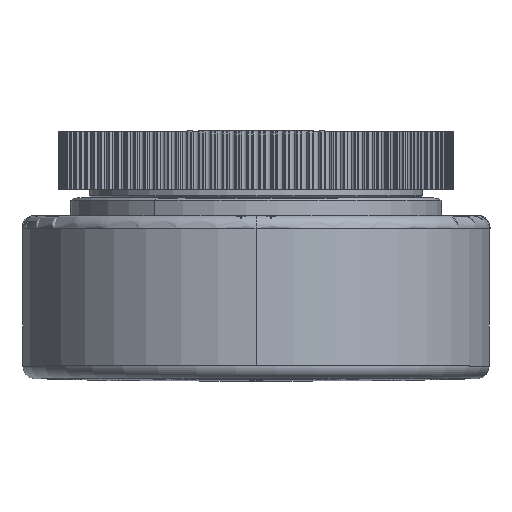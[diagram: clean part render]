
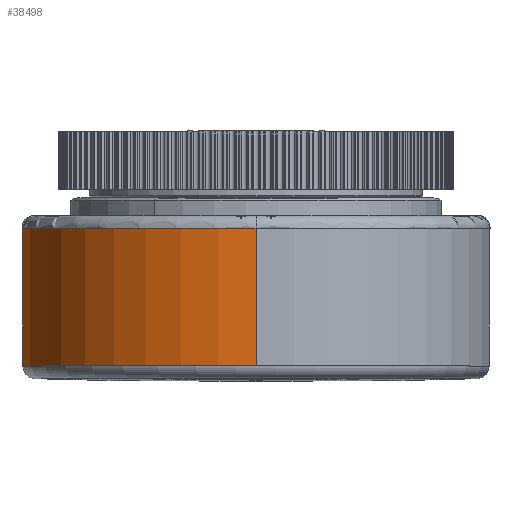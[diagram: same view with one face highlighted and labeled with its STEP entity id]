
A CAD part, top view. The second image highlights one B-rep face of the part: STEP entity #38498.
In plain terms, the highlighted cylindrical face has radius 56 mm (diameter 112 mm), a partial arc.
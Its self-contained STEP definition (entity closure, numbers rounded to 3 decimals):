
#1323=CYLINDRICAL_SURFACE('',#45771,56.);
#2422=FACE_OUTER_BOUND('',#3869,.T.);
#3869=EDGE_LOOP('',(#33705,#33706,#33707,#33708));
#6301=LINE('',#71937,#9355);
#6302=LINE('',#71940,#9356);
#9355=VECTOR('',#56884,33.);
#9356=VECTOR('',#56887,33.);
#13631=CIRCLE('',#45772,56.);
#13632=CIRCLE('',#45773,56.);
#19429=VERTEX_POINT('',#71933);
#19430=VERTEX_POINT('',#71934);
#19431=VERTEX_POINT('',#71936);
#19432=VERTEX_POINT('',#71938);
#26567=EDGE_CURVE('',#19429,#19430,#13631,.T.);
#26568=EDGE_CURVE('',#19430,#19431,#6301,.T.);
#26569=EDGE_CURVE('',#19431,#19432,#13632,.T.);
#26570=EDGE_CURVE('',#19432,#19429,#6302,.T.);
#33705=ORIENTED_EDGE('',*,*,#26567,.T.);
#33706=ORIENTED_EDGE('',*,*,#26568,.T.);
#33707=ORIENTED_EDGE('',*,*,#26569,.T.);
#33708=ORIENTED_EDGE('',*,*,#26570,.T.);
#38498=ADVANCED_FACE('',(#2422),#1323,.T.);
#45771=AXIS2_PLACEMENT_3D('',#71932,#56880,#56881);
#45772=AXIS2_PLACEMENT_3D('',#71935,#56882,#56883);
#45773=AXIS2_PLACEMENT_3D('',#71939,#56885,#56886);
#56880=DIRECTION('center_axis',(0.,1.,0.));
#56881=DIRECTION('ref_axis',(0.,0.,1.));
#56882=DIRECTION('center_axis',(0.,1.,0.));
#56883=DIRECTION('ref_axis',(-0.998,0.,-0.069));
#56884=DIRECTION('',(0.,1.,0.));
#56885=DIRECTION('center_axis',(0.,-1.,0.));
#56886=DIRECTION('ref_axis',(0.,0.,-1.));
#56887=DIRECTION('',(0.,-1.,0.));
#71932=CARTESIAN_POINT('Origin',(0.2,113.5,404.651));
#71933=CARTESIAN_POINT('',(-55.666,97.,400.775));
#71934=CARTESIAN_POINT('',(0.2,97.,460.651));
#71935=CARTESIAN_POINT('Origin',(0.2,97.,404.651));
#71936=CARTESIAN_POINT('',(0.2,130.,460.651));
#71937=CARTESIAN_POINT('',(0.2,97.,460.651));
#71938=CARTESIAN_POINT('',(-55.666,130.,400.775));
#71939=CARTESIAN_POINT('Origin',(0.2,130.,404.651));
#71940=CARTESIAN_POINT('',(-55.666,130.,400.775));
